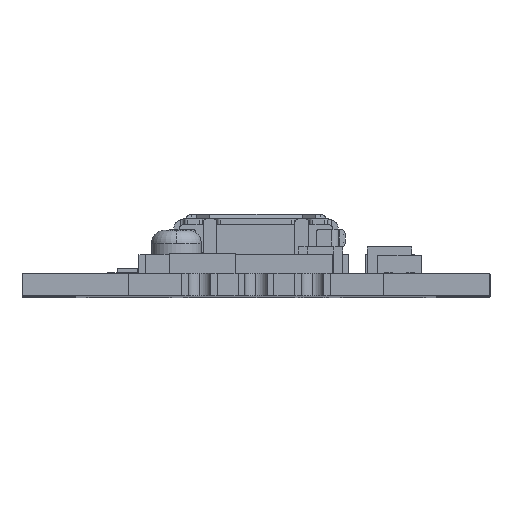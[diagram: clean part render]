
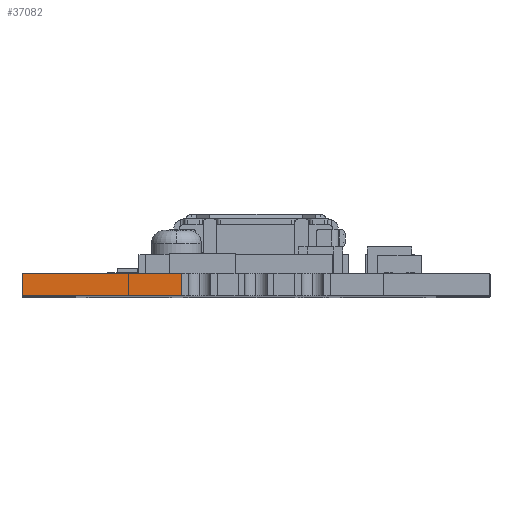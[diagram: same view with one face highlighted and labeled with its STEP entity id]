
A CAD part, top view. The second image highlights one B-rep face of the part: STEP entity #37082.
In plain terms, the highlighted planar face has unit normal (0, 0, 1).
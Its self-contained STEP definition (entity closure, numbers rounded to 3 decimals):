
#915 = DIRECTION ( 'NONE',  ( 0., 0., -1. ) ) ;
#2357 = VERTEX_POINT ( 'NONE', #40753 ) ;
#4100 = CARTESIAN_POINT ( 'NONE',  ( -10.5, 1., 25.5 ) ) ;
#4453 = ORIENTED_EDGE ( 'NONE', *, *, #22312, .F. ) ;
#5033 = CARTESIAN_POINT ( 'NONE',  ( -3.34, 1., 25.5 ) ) ;
#6297 = CARTESIAN_POINT ( 'NONE',  ( -10.5, 1., 25.5 ) ) ;
#6455 = DIRECTION ( 'NONE',  ( 0., -1., 0. ) ) ;
#7553 = EDGE_LOOP ( 'NONE', ( #28725, #4453, #39643, #33937 ) ) ;
#7905 = PLANE ( 'NONE',  #20225 ) ;
#8221 = DIRECTION ( 'NONE',  ( 1., 0., 0. ) ) ;
#8775 = DIRECTION ( 'NONE',  ( 0., -1., 0. ) ) ;
#10724 = CARTESIAN_POINT ( 'NONE',  ( -10.5, 0., 25.5 ) ) ;
#10914 = CARTESIAN_POINT ( 'NONE',  ( -3.34, 1., 25.5 ) ) ;
#11953 = CARTESIAN_POINT ( 'NONE',  ( 0., 1., 25.5 ) ) ;
#13710 = DIRECTION ( 'NONE',  ( 1., 0., 0. ) ) ;
#13877 = LINE ( 'NONE', #5033, #38803 ) ;
#18942 = CARTESIAN_POINT ( 'NONE',  ( 0., 0., 25.5 ) ) ;
#20225 = AXIS2_PLACEMENT_3D ( 'NONE', #11953, #915, #37884 ) ;
#20704 = VERTEX_POINT ( 'NONE', #10724 ) ;
#21008 = LINE ( 'NONE', #6297, #43558 ) ;
#22312 = EDGE_CURVE ( 'NONE', #28458, #2357, #13877, .T. ) ;
#25580 = FACE_OUTER_BOUND ( 'NONE', #7553, .T. ) ;
#26393 = EDGE_CURVE ( 'NONE', #20704, #2357, #41484, .T. ) ;
#28458 = VERTEX_POINT ( 'NONE', #10914 ) ;
#28725 = ORIENTED_EDGE ( 'NONE', *, *, #26393, .T. ) ;
#33937 = ORIENTED_EDGE ( 'NONE', *, *, #36876, .T. ) ;
#35031 = LINE ( 'NONE', #40095, #37951 ) ;
#36876 = EDGE_CURVE ( 'NONE', #44967, #20704, #21008, .T. ) ;
#37082 = ADVANCED_FACE ( 'NONE', ( #25580 ), #7905, .F. ) ;
#37884 = DIRECTION ( 'NONE',  ( -1., 0., 0. ) ) ;
#37951 = VECTOR ( 'NONE', #13710, 1000. ) ;
#38803 = VECTOR ( 'NONE', #8775, 1000. ) ;
#39643 = ORIENTED_EDGE ( 'NONE', *, *, #41244, .F. ) ;
#40095 = CARTESIAN_POINT ( 'NONE',  ( 0., 1., 25.5 ) ) ;
#40329 = VECTOR ( 'NONE', #8221, 1000. ) ;
#40753 = CARTESIAN_POINT ( 'NONE',  ( -3.34, 0., 25.5 ) ) ;
#41244 = EDGE_CURVE ( 'NONE', #44967, #28458, #35031, .T. ) ;
#41484 = LINE ( 'NONE', #18942, #40329 ) ;
#43558 = VECTOR ( 'NONE', #6455, 1000. ) ;
#44967 = VERTEX_POINT ( 'NONE', #4100 ) ;
